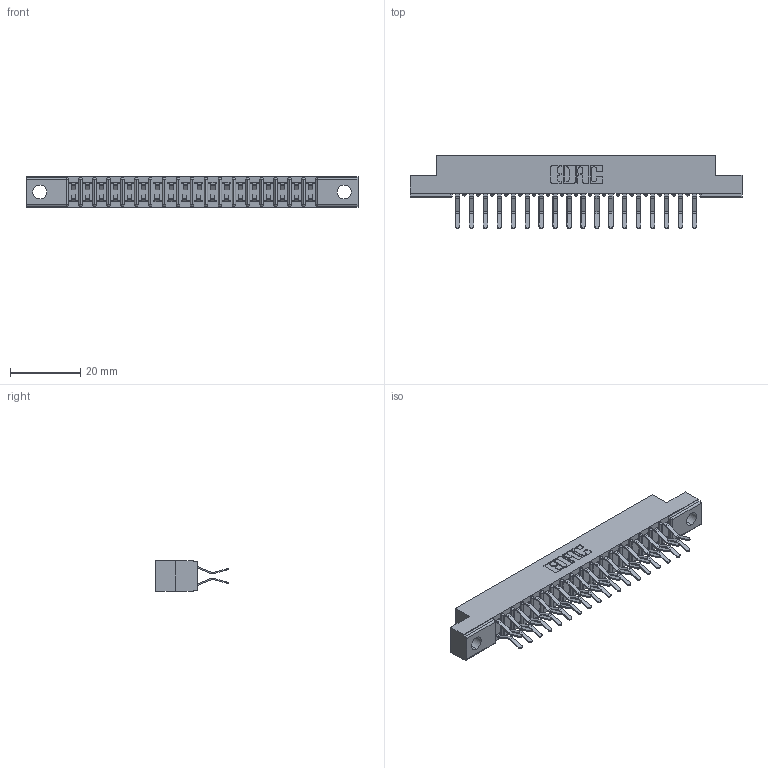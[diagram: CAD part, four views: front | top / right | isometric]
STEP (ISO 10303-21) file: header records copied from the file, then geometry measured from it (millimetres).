
FILE_DESCRIPTION (( 'STEP AP203' ), '1' );
FILE_NAME ('307-036-460-202.STEP', '2020-09-29T18:08:43', ( '' ), ( '' ), 'SwSTEP 2.0', 'SolidWorks 2020', '' );
FILE_SCHEMA (( 'CONFIG_CONTROL_DESIGN' ));
Length unit declared in the file: inch
Products named in the file (3): 307 Part_.128 Dia Mounting Holes; 307-036-460-202; 307-290-001_560
Assembly tree (37 placements, depth 2):
  307-036-460-202
    307 Part_.128 Dia Mounting Holes
    307-290-001_560  x36
Bounding box: 94.34 x 20.73 x 8.71 mm (x, y, z)
Volume: 6128 mm3; surface area: 10734.3 mm2
Topology: 37 solids, 37 shells, 1937 faces, 5435 edges, 3522 vertices
Faces by surface type: plane 1258, cylinder 641, sphere 38
Entity records: 19072 total; most frequent: CARTESIAN_POINT 3126, ORIENTED_EDGE 3094, DIRECTION 3073, EDGE_CURVE 1547, LINE 1175, VECTOR 1175, VERTEX_POINT 1002, AXIS2_PLACEMENT_3D 949
